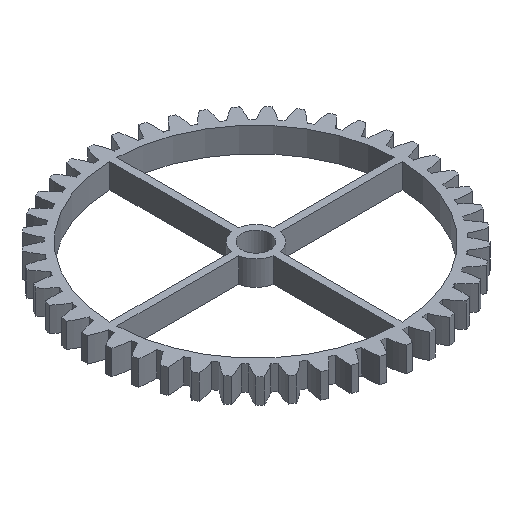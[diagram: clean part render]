
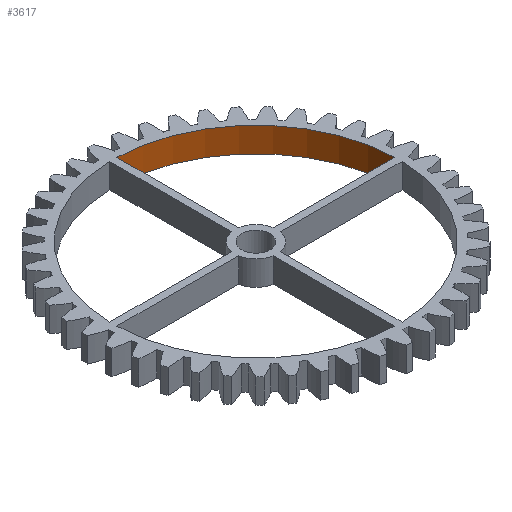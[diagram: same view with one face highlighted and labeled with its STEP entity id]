
A CAD part, isometric view. The second image highlights one B-rep face of the part: STEP entity #3617.
In plain terms, the highlighted cylindrical face has radius 40.5 mm (diameter 81 mm), a partial arc.
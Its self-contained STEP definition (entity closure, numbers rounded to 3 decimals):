
#39=CIRCLE('',#3854,40.5);
#40=CIRCLE('',#3855,40.5);
#410=CYLINDRICAL_SURFACE('',#3853,40.5);
#606=FACE_OUTER_BOUND('',#805,.T.);
#805=EDGE_LOOP('',(#2467,#2468,#2469,#2470));
#1028=LINE('',#5858,#1241);
#1029=LINE('',#5864,#1242);
#1241=VECTOR('',#4488,10.);
#1242=VECTOR('',#4495,10.);
#1453=VERTEX_POINT('',#5852);
#1455=VERTEX_POINT('',#5856);
#1456=VERTEX_POINT('',#5860);
#1457=VERTEX_POINT('',#5862);
#1862=EDGE_CURVE('',#1455,#1453,#1028,.T.);
#1863=EDGE_CURVE('',#1453,#1456,#39,.T.);
#1864=EDGE_CURVE('',#1457,#1455,#40,.T.);
#1865=EDGE_CURVE('',#1457,#1456,#1029,.T.);
#2467=ORIENTED_EDGE('',*,*,#1863,.F.);
#2468=ORIENTED_EDGE('',*,*,#1862,.F.);
#2469=ORIENTED_EDGE('',*,*,#1864,.F.);
#2470=ORIENTED_EDGE('',*,*,#1865,.T.);
#3617=ADVANCED_FACE('',(#606),#410,.F.);
#3853=AXIS2_PLACEMENT_3D('',#5859,#4489,#4490);
#3854=AXIS2_PLACEMENT_3D('',#5861,#4491,#4492);
#3855=AXIS2_PLACEMENT_3D('',#5863,#4493,#4494);
#4488=DIRECTION('',(0.,0.,-1.));
#4489=DIRECTION('center_axis',(0.,0.,-1.));
#4490=DIRECTION('ref_axis',(1.,0.,0.));
#4491=DIRECTION('center_axis',(0.,0.,1.));
#4492=DIRECTION('ref_axis',(1.,0.,0.));
#4493=DIRECTION('center_axis',(0.,0.,-1.));
#4494=DIRECTION('ref_axis',(1.,0.,0.));
#4495=DIRECTION('',(0.,0.,-1.));
#5852=CARTESIAN_POINT('',(40.488,1.,0.));
#5856=CARTESIAN_POINT('',(40.488,1.,7.));
#5858=CARTESIAN_POINT('',(40.488,1.,7.));
#5859=CARTESIAN_POINT('Origin',(0.,0.,7.));
#5860=CARTESIAN_POINT('',(1.,40.488,0.));
#5861=CARTESIAN_POINT('Origin',(0.,0.,0.));
#5862=CARTESIAN_POINT('',(1.,40.488,7.));
#5863=CARTESIAN_POINT('Origin',(0.,0.,7.));
#5864=CARTESIAN_POINT('',(1.,40.488,7.));
